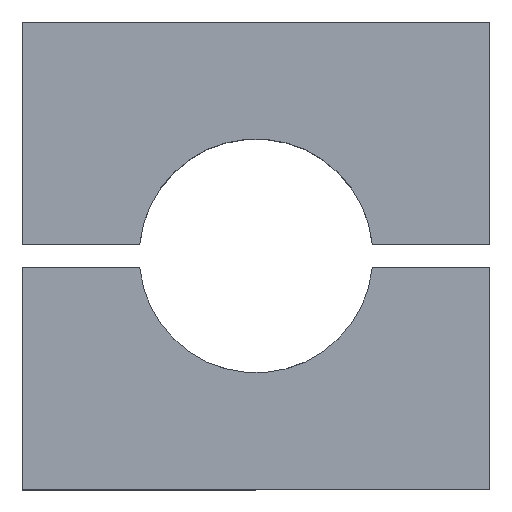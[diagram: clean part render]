
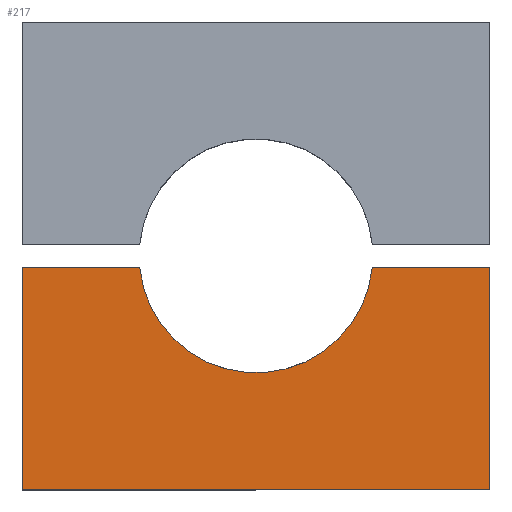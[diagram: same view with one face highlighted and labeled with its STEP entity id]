
A CAD part, top view. The second image highlights one B-rep face of the part: STEP entity #217.
In plain terms, the highlighted planar face has unit normal (0, 0, 1).
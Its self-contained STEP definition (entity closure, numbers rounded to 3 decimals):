
#10 = AXIS2_PLACEMENT_3D ( 'NONE', #330, #342, #351 ) ;
#16 = EDGE_CURVE ( 'NONE', #610, #634, #474, .T. ) ;
#24 = EDGE_CURVE ( 'NONE', #647, #598, #577, .T. ) ;
#25 = EDGE_CURVE ( 'NONE', #603, #606, #584, .T. ) ;
#55 = AXIS2_PLACEMENT_3D ( 'NONE', #688, #699, #592 ) ;
#57 = EDGE_CURVE ( 'NONE', #598, #634, #550, .T. ) ;
#62 = EDGE_CURVE ( 'NONE', #603, #647, #515, .T. ) ;
#81 = EDGE_CURVE ( 'NONE', #606, #610, #545, .T. ) ;
#136 = ORIENTED_EDGE ( 'NONE', *, *, #57, .F. ) ;
#145 = ORIENTED_EDGE ( 'NONE', *, *, #16, .T. ) ;
#163 = ORIENTED_EDGE ( 'NONE', *, *, #62, .F. ) ;
#178 = ORIENTED_EDGE ( 'NONE', *, *, #81, .T. ) ;
#201 = ORIENTED_EDGE ( 'NONE', *, *, #25, .T. ) ;
#204 = ORIENTED_EDGE ( 'NONE', *, *, #24, .F. ) ;
#217 = ADVANCED_FACE ( 'NONE', ( #552 ), #270, .T. ) ;
#231 = CARTESIAN_POINT ( 'NONE',  ( -20., -1., 7.5 ) ) ;
#235 = CARTESIAN_POINT ( 'NONE',  ( 20., -20., 7.5 ) ) ;
#264 = CARTESIAN_POINT ( 'NONE',  ( -20., -20., 7.5 ) ) ;
#270 = PLANE ( 'NONE',  #10 ) ;
#300 = CARTESIAN_POINT ( 'NONE',  ( 20., -1., 7.5 ) ) ;
#313 = CARTESIAN_POINT ( 'NONE',  ( -20., -20., 7.5 ) ) ;
#330 = CARTESIAN_POINT ( 'NONE',  ( -20., -20., 7.5 ) ) ;
#342 = DIRECTION ( 'NONE',  ( 0., 0., 1. ) ) ;
#351 = DIRECTION ( 'NONE',  ( 1., 0., 0. ) ) ;
#357 = CARTESIAN_POINT ( 'NONE',  ( -20., -1., 7.5 ) ) ;
#368 = CARTESIAN_POINT ( 'NONE',  ( -20., -1., 7.5 ) ) ;
#383 = DIRECTION ( 'NONE',  ( 1., 0., 0. ) ) ;
#387 = DIRECTION ( 'NONE',  ( 1., 0., 0. ) ) ;
#400 = CARTESIAN_POINT ( 'NONE',  ( -9.95, -1., 7.5 ) ) ;
#412 = CARTESIAN_POINT ( 'NONE',  ( 9.95, -1., 7.5 ) ) ;
#420 = DIRECTION ( 'NONE',  ( 1., 0., 0. ) ) ;
#474 = LINE ( 'NONE', #654, #530 ) ;
#478 = VECTOR ( 'NONE', #387, 1000. ) ;
#485 = VECTOR ( 'NONE', #420, 1000. ) ;
#494 = EDGE_LOOP ( 'NONE', ( #163, #201, #178, #145, #136, #204 ) ) ;
#515 = LINE ( 'NONE', #231, #485 ) ;
#519 = VECTOR ( 'NONE', #383, 1000. ) ;
#530 = VECTOR ( 'NONE', #624, 1000. ) ;
#545 = LINE ( 'NONE', #264, #478 ) ;
#550 = LINE ( 'NONE', #368, #519 ) ;
#552 = FACE_OUTER_BOUND ( 'NONE', #494, .T. ) ;
#567 = VECTOR ( 'NONE', #640, 1000. ) ;
#577 = CIRCLE ( 'NONE', #55, 10. ) ;
#584 = LINE ( 'NONE', #661, #567 ) ;
#592 = DIRECTION ( 'NONE',  ( 1., 0., 0. ) ) ;
#598 = VERTEX_POINT ( 'NONE', #412 ) ;
#603 = VERTEX_POINT ( 'NONE', #357 ) ;
#606 = VERTEX_POINT ( 'NONE', #313 ) ;
#610 = VERTEX_POINT ( 'NONE', #235 ) ;
#624 = DIRECTION ( 'NONE',  ( 0., 1., 0. ) ) ;
#634 = VERTEX_POINT ( 'NONE', #300 ) ;
#640 = DIRECTION ( 'NONE',  ( 0., -1., 0. ) ) ;
#647 = VERTEX_POINT ( 'NONE', #400 ) ;
#654 = CARTESIAN_POINT ( 'NONE',  ( 20., 20., 7.5 ) ) ;
#661 = CARTESIAN_POINT ( 'NONE',  ( -20., 20., 7.5 ) ) ;
#688 = CARTESIAN_POINT ( 'NONE',  ( 0., 0., 7.5 ) ) ;
#699 = DIRECTION ( 'NONE',  ( 0., 0., 1. ) ) ;
